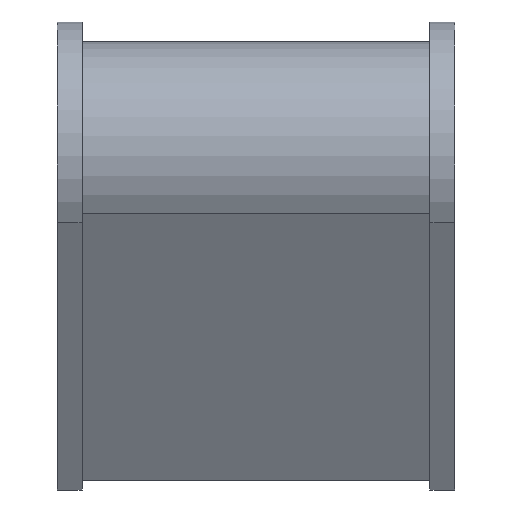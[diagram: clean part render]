
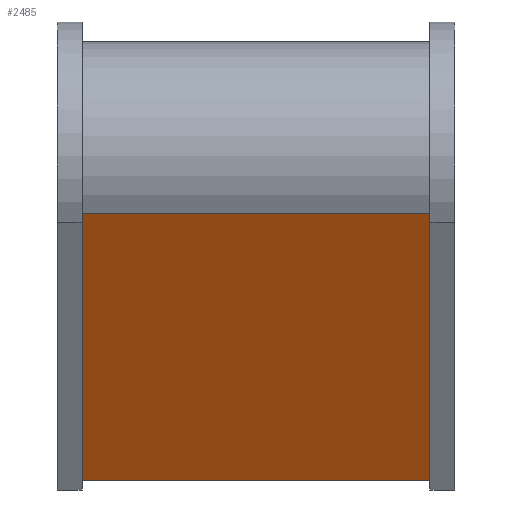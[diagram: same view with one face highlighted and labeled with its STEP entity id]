
A CAD part, top view. The second image highlights one B-rep face of the part: STEP entity #2485.
In plain terms, the highlighted planar face has unit normal (0, -0.5, 0.866).
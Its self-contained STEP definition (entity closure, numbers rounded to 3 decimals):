
#106=FACE_OUTER_BOUND('',#228,.T.);
#228=EDGE_LOOP('',(#1556,#1557,#1558,#1559));
#356=LINE('',#3498,#656);
#357=LINE('',#3500,#657);
#358=LINE('',#3502,#658);
#359=LINE('',#3503,#659);
#656=VECTOR('',#2826,10.);
#657=VECTOR('',#2827,10.);
#658=VECTOR('',#2828,10.);
#659=VECTOR('',#2829,10.);
#956=VERTEX_POINT('',#3496);
#957=VERTEX_POINT('',#3497);
#958=VERTEX_POINT('',#3499);
#959=VERTEX_POINT('',#3501);
#1196=EDGE_CURVE('',#956,#957,#356,.T.);
#1197=EDGE_CURVE('',#957,#958,#357,.T.);
#1198=EDGE_CURVE('',#959,#958,#358,.T.);
#1199=EDGE_CURVE('',#956,#959,#359,.T.);
#1556=ORIENTED_EDGE('',*,*,#1196,.T.);
#1557=ORIENTED_EDGE('',*,*,#1197,.T.);
#1558=ORIENTED_EDGE('',*,*,#1198,.F.);
#1559=ORIENTED_EDGE('',*,*,#1199,.F.);
#2270=PLANE('',#2630);
#2485=ADVANCED_FACE('',(#106),#2270,.T.);
#2630=AXIS2_PLACEMENT_3D('',#3495,#2824,#2825);
#2824=DIRECTION('center_axis',(0.,-0.5,0.866));
#2825=DIRECTION('ref_axis',(-1.,0.,0.));
#2826=DIRECTION('',(-1.,0.,0.));
#2827=DIRECTION('',(0.,-0.866,-0.5));
#2828=DIRECTION('',(-1.,0.,0.));
#2829=DIRECTION('',(0.,-0.866,-0.5));
#3495=CARTESIAN_POINT('Origin',(75.,-28.5,81.919));
#3496=CARTESIAN_POINT('',(75.,-28.5,81.919));
#3497=CARTESIAN_POINT('',(5.,-28.5,81.919));
#3498=CARTESIAN_POINT('',(75.,-28.5,81.919));
#3499=CARTESIAN_POINT('',(5.,-82.194,50.919));
#3500=CARTESIAN_POINT('',(5.,-28.5,81.919));
#3501=CARTESIAN_POINT('',(75.,-82.194,50.919));
#3502=CARTESIAN_POINT('',(75.,-82.194,50.919));
#3503=CARTESIAN_POINT('',(75.,-28.5,81.919));
